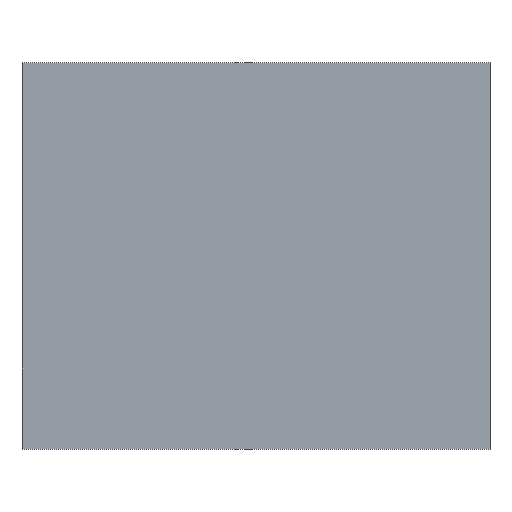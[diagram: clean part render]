
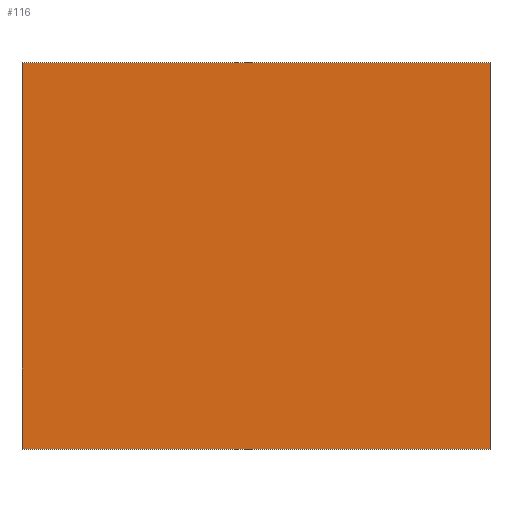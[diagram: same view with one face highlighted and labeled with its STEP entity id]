
A CAD part, top view. The second image highlights one B-rep face of the part: STEP entity #116.
In plain terms, the highlighted planar face has unit normal (0, 0, 1).
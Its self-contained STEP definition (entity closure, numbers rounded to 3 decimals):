
#116=ADVANCED_FACE('',(#128),#122,.T.);
#122=PLANE('',#209);
#128=FACE_OUTER_BOUND('',#134,.T.);
#134=EDGE_LOOP('',(#152,#153,#154,#155));
#152=ORIENTED_EDGE('',*,*,#170,.F.);
#153=ORIENTED_EDGE('',*,*,#174,.F.);
#154=ORIENTED_EDGE('',*,*,#177,.F.);
#155=ORIENTED_EDGE('',*,*,#179,.F.);
#162=VERTEX_POINT('',#242);
#163=VERTEX_POINT('',#244);
#165=VERTEX_POINT('',#250);
#167=VERTEX_POINT('',#256);
#170=EDGE_CURVE('',#162,#163,#182,.T.);
#174=EDGE_CURVE('',#165,#162,#186,.T.);
#177=EDGE_CURVE('',#167,#165,#189,.T.);
#179=EDGE_CURVE('',#163,#167,#191,.T.);
#182=LINE('',#243,#194);
#186=LINE('',#251,#198);
#189=LINE('',#257,#201);
#191=LINE('',#260,#203);
#194=VECTOR('',#215,1.);
#198=VECTOR('',#221,1.);
#201=VECTOR('',#226,1.);
#203=VECTOR('',#230,1.);
#209=AXIS2_PLACEMENT_3D('',#262,#233,#234);
#215=DIRECTION('',(-1.,0.,0.));
#221=DIRECTION('',(0.,-1.,0.));
#226=DIRECTION('',(1.,0.,0.));
#230=DIRECTION('',(0.,1.,0.));
#233=DIRECTION('',(0.,0.,1.));
#234=DIRECTION('',(-1.,0.,0.));
#242=CARTESIAN_POINT('',(0.615,0.155,0.25));
#243=CARTESIAN_POINT('',(0.5,0.155,0.25));
#244=CARTESIAN_POINT('',(0.385,0.155,0.25));
#250=CARTESIAN_POINT('',(0.615,0.345,0.25));
#251=CARTESIAN_POINT('',(0.615,0.25,0.25));
#256=CARTESIAN_POINT('',(0.385,0.345,0.25));
#257=CARTESIAN_POINT('',(0.5,0.345,0.25));
#260=CARTESIAN_POINT('',(0.385,0.25,0.25));
#262=CARTESIAN_POINT('',(0.5,0.25,0.25));
